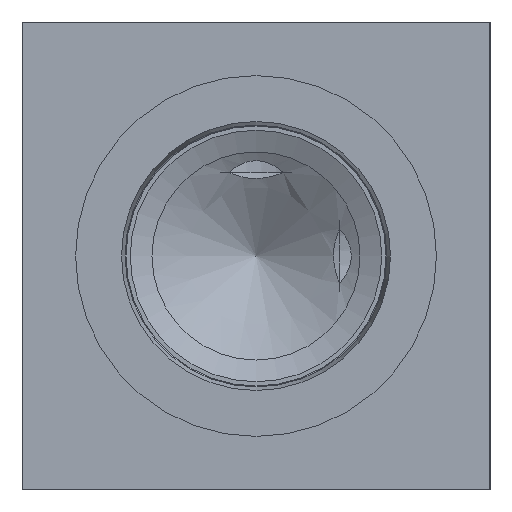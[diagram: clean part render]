
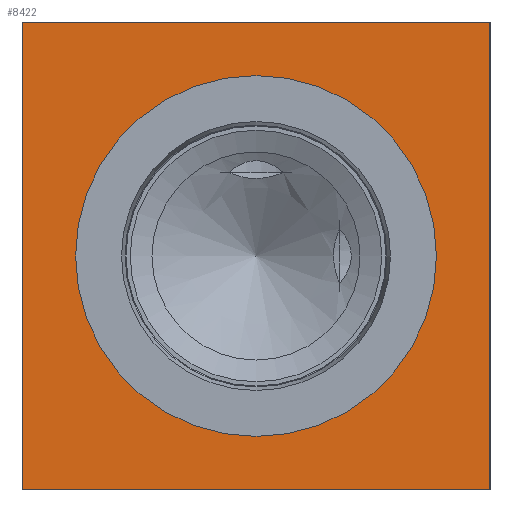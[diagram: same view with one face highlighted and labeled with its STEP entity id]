
A CAD part, left-side view. The second image highlights one B-rep face of the part: STEP entity #8422.
In plain terms, the highlighted planar face has unit normal (-1, 0, 0).
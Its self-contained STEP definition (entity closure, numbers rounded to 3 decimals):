
#263=CIRCLE('',#8917,44.069);
#264=CIRCLE('',#8918,44.069);
#323=FACE_BOUND('',#1575,.T.);
#1099=FACE_OUTER_BOUND('',#1574,.T.);
#1574=EDGE_LOOP('',(#7410,#7411,#7412,#7413));
#1575=EDGE_LOOP('',(#7414,#7415));
#1887=LINE('',#13015,#2651);
#2347=LINE('',#14648,#3111);
#2348=LINE('',#14649,#3112);
#2349=LINE('',#14650,#3113);
#2651=VECTOR('',#9385,10.);
#3111=VECTOR('',#10675,10.);
#3112=VECTOR('',#10676,10.);
#3113=VECTOR('',#10677,10.);
#3449=VERTEX_POINT('',#13008);
#3452=VERTEX_POINT('',#13013);
#3897=VERTEX_POINT('',#14617);
#3898=VERTEX_POINT('',#14618);
#3907=VERTEX_POINT('',#14646);
#3908=VERTEX_POINT('',#14647);
#4409=EDGE_CURVE('',#3452,#3449,#1887,.T.);
#5069=EDGE_CURVE('',#3897,#3898,#263,.T.);
#5070=EDGE_CURVE('',#3898,#3897,#264,.T.);
#5083=EDGE_CURVE('',#3907,#3908,#2347,.T.);
#5084=EDGE_CURVE('',#3908,#3449,#2348,.T.);
#5085=EDGE_CURVE('',#3907,#3452,#2349,.T.);
#7410=ORIENTED_EDGE('',*,*,#5083,.T.);
#7411=ORIENTED_EDGE('',*,*,#5084,.T.);
#7412=ORIENTED_EDGE('',*,*,#4409,.F.);
#7413=ORIENTED_EDGE('',*,*,#5085,.F.);
#7414=ORIENTED_EDGE('',*,*,#5069,.T.);
#7415=ORIENTED_EDGE('',*,*,#5070,.T.);
#7681=PLANE('',#8931);
#8422=ADVANCED_FACE('',(#1099,#323),#7681,.T.);
#8917=AXIS2_PLACEMENT_3D('',#14619,#10641,#10642);
#8918=AXIS2_PLACEMENT_3D('',#14620,#10643,#10644);
#8931=AXIS2_PLACEMENT_3D('',#14645,#10673,#10674);
#9385=DIRECTION('',(0.,-1.,0.));
#10641=DIRECTION('center_axis',(1.,0.,0.));
#10642=DIRECTION('ref_axis',(0.,0.,1.));
#10643=DIRECTION('center_axis',(1.,0.,0.));
#10644=DIRECTION('ref_axis',(0.,0.,1.));
#10673=DIRECTION('center_axis',(-1.,0.,0.));
#10674=DIRECTION('ref_axis',(0.,-1.,0.));
#10675=DIRECTION('',(0.,-1.,0.));
#10676=DIRECTION('',(0.,0.,1.));
#10677=DIRECTION('',(0.,0.,1.));
#13008=CARTESIAN_POINT('',(0.,0.,114.3));
#13013=CARTESIAN_POINT('',(0.,114.3,114.3));
#13015=CARTESIAN_POINT('',(0.,114.3,114.3));
#14617=CARTESIAN_POINT('',(0.,57.15,101.219));
#14618=CARTESIAN_POINT('',(0.,57.15,13.081));
#14619=CARTESIAN_POINT('Origin',(0.,57.15,57.15));
#14620=CARTESIAN_POINT('Origin',(0.,57.15,57.15));
#14645=CARTESIAN_POINT('Origin',(0.,114.3,0.));
#14646=CARTESIAN_POINT('',(0.,114.3,0.));
#14647=CARTESIAN_POINT('',(0.,0.,0.));
#14648=CARTESIAN_POINT('',(0.,114.3,0.));
#14649=CARTESIAN_POINT('',(0.,0.,0.));
#14650=CARTESIAN_POINT('',(0.,114.3,0.));
